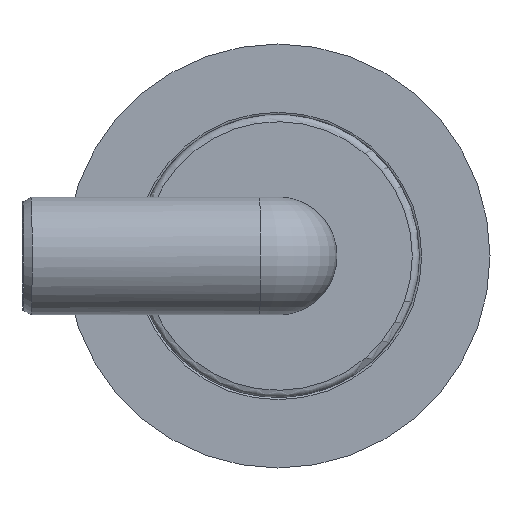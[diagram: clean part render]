
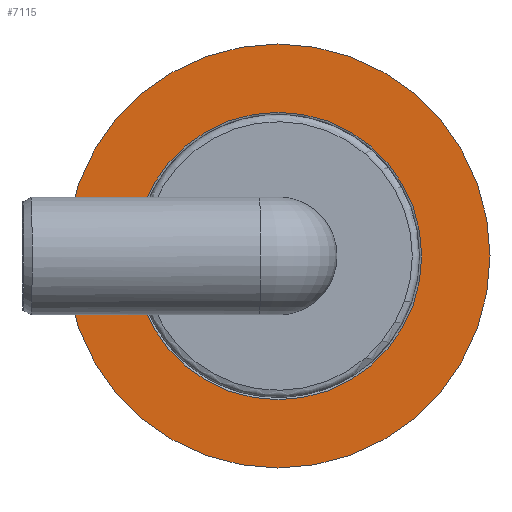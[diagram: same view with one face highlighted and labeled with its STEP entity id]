
A CAD part, front view. The second image highlights one B-rep face of the part: STEP entity #7115.
In plain terms, the highlighted planar face has unit normal (0, -1, 0).
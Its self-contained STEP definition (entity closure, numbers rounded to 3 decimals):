
#7115=ADVANCED_FACE('',(#23614,#23616),#23618,.T.);
#23614=FACE_BOUND('',#23615,.T.);
#23615=EDGE_LOOP('',(#28216));
#23616=FACE_BOUND('',#23617,.T.);
#23617=EDGE_LOOP('',(#28217));
#23618=PLANE('',#23619);
#23619=AXIS2_PLACEMENT_3D('',#23620,#23621,#23622);
#23620=CARTESIAN_POINT('',(0.,40.796,0.));
#23621=DIRECTION('',(0.,-1.,0.));
#23622=DIRECTION('',(-1.,0.,0.));
#28216=ORIENTED_EDGE('',*,*,#30369,.F.);
#28217=ORIENTED_EDGE('',*,*,#30355,.T.);
#30355=EDGE_CURVE('',#33796,#33796,#33797,.T.);
#30369=EDGE_CURVE('',#33822,#33822,#33823,.T.);
#33796=VERTEX_POINT('',#54481);
#33797=CIRCLE('',#54482,61.);
#33822=VERTEX_POINT('',#54665);
#33823=CIRCLE('',#54666,90.);
#54481=CARTESIAN_POINT('',(-61.,40.796,0.));
#54482=AXIS2_PLACEMENT_3D('',#54483,#54484,#54485);
#54483=CARTESIAN_POINT('',(0.,40.796,0.));
#54484=DIRECTION('',(0.,1.,-0.));
#54485=DIRECTION('',(-1.,0.,0.));
#54665=CARTESIAN_POINT('',(-90.,40.796,0.));
#54666=AXIS2_PLACEMENT_3D('',#54667,#54668,#54669);
#54667=CARTESIAN_POINT('',(0.,40.796,0.));
#54668=DIRECTION('',(0.,1.,-0.));
#54669=DIRECTION('',(-1.,0.,0.));
